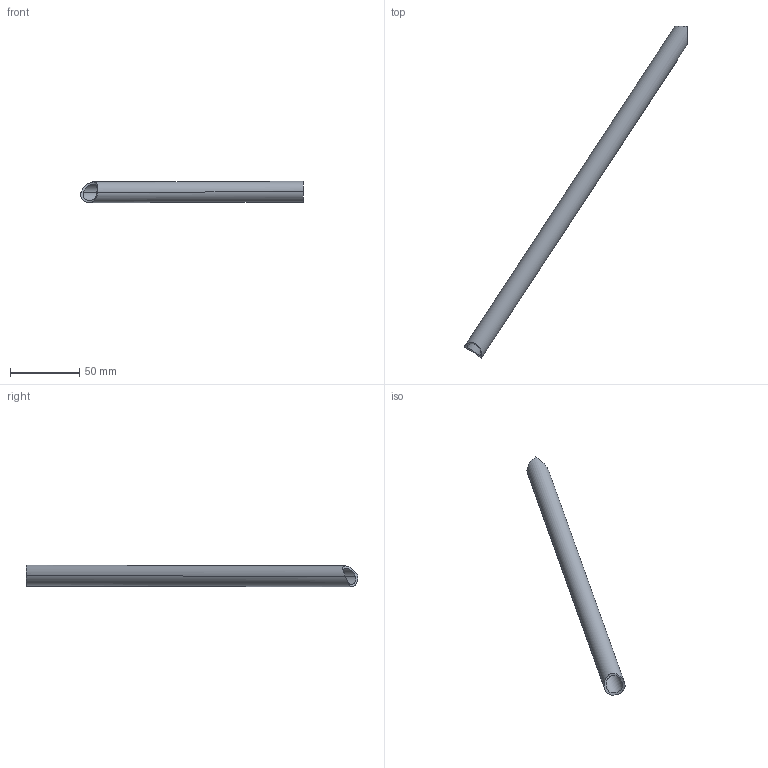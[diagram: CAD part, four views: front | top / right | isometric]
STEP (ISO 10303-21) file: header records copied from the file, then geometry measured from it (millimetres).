
FILE_DESCRIPTION(('CATIA V5 STEP Exchange'),'2;1');
FILE_NAME('120.stp','2021-12-12T19:21:34+00:00',('none'),('none'),'CATIA Version 5 Release 19 SP 2 (IN-10)','CATIA V5 STEP AP203','none');
FILE_SCHEMA(('CONFIG_CONTROL_DESIGN'));
Length unit declared in the file: millimetre
Products named in the file (1): Shape_621
Bounding box: 160.64 x 239.67 x 15.53 mm (x, y, z)
Volume: 17405.4 mm3; surface area: 23408 mm2
Topology: 1 solids, 1 shells, 7 faces, 19 edges, 13 vertices
Faces by surface type: cylinder 7
Entity records: 449 total; most frequent: CARTESIAN_POINT 248, ORIENTED_EDGE 38, DIRECTION 20, EDGE_CURVE 19, B_SPLINE_CURVE_WITH_KNOTS 13, VERTEX_POINT 13, AXIS2_PLACEMENT_3D 8, EDGE_LOOP 8
